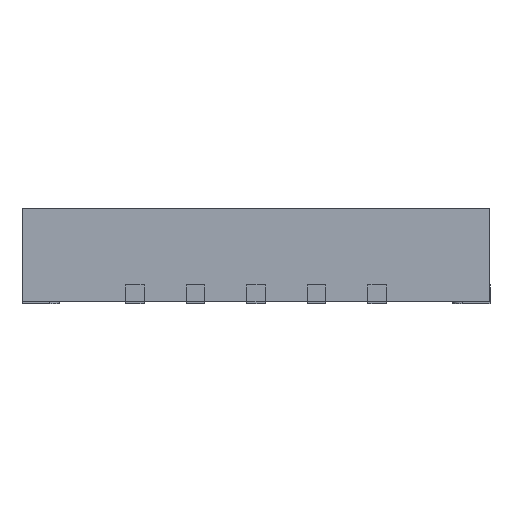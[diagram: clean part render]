
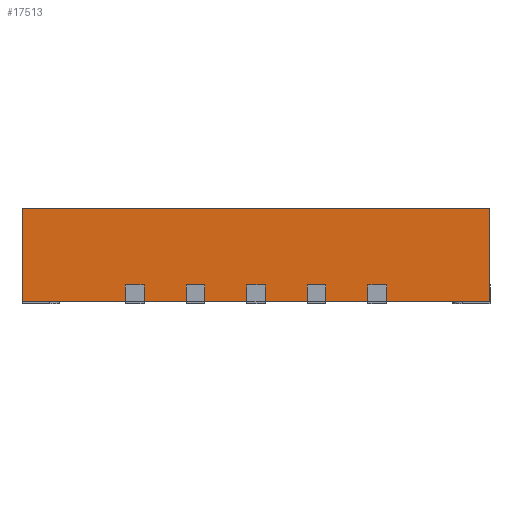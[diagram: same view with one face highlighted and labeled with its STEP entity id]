
A CAD part, left-side view. The second image highlights one B-rep face of the part: STEP entity #17513.
In plain terms, the highlighted planar face has unit normal (-1, 0, 0).
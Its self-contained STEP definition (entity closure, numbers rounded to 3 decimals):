
#216 = EDGE_CURVE ( 'NONE', #3354, #21372, #18070, .T. ) ;
#628 = EDGE_CURVE ( 'NONE', #8570, #3354, #12555, .T. ) ;
#716 = LINE ( 'NONE', #18326, #16831 ) ;
#2398 = DIRECTION ( 'NONE',  ( 0., 0., -1. ) ) ;
#2996 = EDGE_CURVE ( 'NONE', #19275, #21372, #716, .T. ) ;
#3354 = VERTEX_POINT ( 'NONE', #7415 ) ;
#3856 = CARTESIAN_POINT ( 'NONE',  ( -2.5, -2.5, 0. ) ) ;
#4618 = LINE ( 'NONE', #6716, #15457 ) ;
#6327 = DIRECTION ( 'NONE',  ( 0., -1., 0. ) ) ;
#6716 = CARTESIAN_POINT ( 'NONE',  ( -2.5, -2.5, 1. ) ) ;
#7415 = CARTESIAN_POINT ( 'NONE',  ( -2.5, 2.5, 0. ) ) ;
#7978 = ORIENTED_EDGE ( 'NONE', *, *, #216, .T. ) ;
#8016 = AXIS2_PLACEMENT_3D ( 'NONE', #10211, #11660, #16208 ) ;
#8570 = VERTEX_POINT ( 'NONE', #20107 ) ;
#8886 = VECTOR ( 'NONE', #6327, 1000. ) ;
#10084 = PLANE ( 'NONE',  #8016 ) ;
#10211 = CARTESIAN_POINT ( 'NONE',  ( -2.5, -2.5, 1. ) ) ;
#11660 = DIRECTION ( 'NONE',  ( 1., 0., 0. ) ) ;
#12555 = LINE ( 'NONE', #16860, #17457 ) ;
#13363 = EDGE_LOOP ( 'NONE', ( #7978, #25674, #21177, #23518 ) ) ;
#15457 = VECTOR ( 'NONE', #20448, 1000. ) ;
#16208 = DIRECTION ( 'NONE',  ( 0., 0., -1. ) ) ;
#16366 = DIRECTION ( 'NONE',  ( 0., 0., -1. ) ) ;
#16831 = VECTOR ( 'NONE', #16366, 1000. ) ;
#16860 = CARTESIAN_POINT ( 'NONE',  ( -2.5, 2.5, 1. ) ) ;
#16880 = EDGE_CURVE ( 'NONE', #8570, #19275, #4618, .T. ) ;
#17457 = VECTOR ( 'NONE', #2398, 1000. ) ;
#17513 = ADVANCED_FACE ( 'NONE', ( #20163 ), #10084, .F. ) ;
#18070 = LINE ( 'NONE', #3856, #8886 ) ;
#18326 = CARTESIAN_POINT ( 'NONE',  ( -2.5, -2.5, 1. ) ) ;
#19275 = VERTEX_POINT ( 'NONE', #20388 ) ;
#20107 = CARTESIAN_POINT ( 'NONE',  ( -2.5, 2.5, 1. ) ) ;
#20163 = FACE_OUTER_BOUND ( 'NONE', #13363, .T. ) ;
#20388 = CARTESIAN_POINT ( 'NONE',  ( -2.5, -2.5, 1. ) ) ;
#20448 = DIRECTION ( 'NONE',  ( 0., -1., 0. ) ) ;
#21177 = ORIENTED_EDGE ( 'NONE', *, *, #16880, .F. ) ;
#21372 = VERTEX_POINT ( 'NONE', #23275 ) ;
#23275 = CARTESIAN_POINT ( 'NONE',  ( -2.5, -2.5, 0. ) ) ;
#23518 = ORIENTED_EDGE ( 'NONE', *, *, #628, .T. ) ;
#25674 = ORIENTED_EDGE ( 'NONE', *, *, #2996, .F. ) ;
